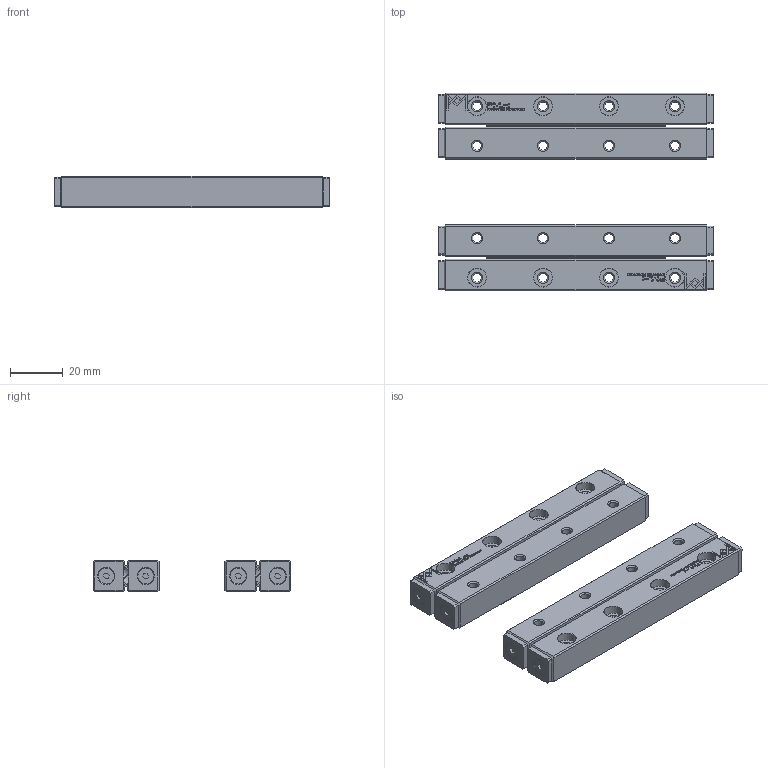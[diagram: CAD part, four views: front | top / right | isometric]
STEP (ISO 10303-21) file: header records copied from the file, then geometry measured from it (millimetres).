
FILE_DESCRIPTION(/* description */ (''),/* implementation_level */ '2;1');
FILE_NAME(/* name */ 'Set RNG-6100x10KRE_stp.stp',/* time_stamp */ '2025-04-29T08:03:16+02:00',/* author */ (''),/* organization */ (''),/* preprocessor_version */ 'ST-DEVELOPER v16.7',/* originating_system */ 'SIEMENS PLM Software NX 12.0',/* authorisation */ '');
FILE_SCHEMA (('AUTOMOTIVE_DESIGN { 1 0 10303 214 3 1 1 1 }'));
Products named in the file (1): Set RNG-6100x10KRE_stp
Bounding box: 104 x 75 x 12 mm (x, y, z)
Volume: 53204.6 mm3; surface area: 36205.5 mm2
Topology: 44 solids, 44 shells, 2236 faces, 5852 edges, 3844 vertices
Faces by surface type: plane 1348, bspline 360, cylinder 348, cone 180
Full cylindrical faces by diameter (mm): 0.8 x88, 2.26 x8, 3 x8, 3.2 x8, 3.3 x16, 3.5 x8, 4 x20, 6 x28, 7 x16
Entity records: 76107 total; most frequent: CARTESIAN_POINT 16401, ORIENTED_EDGE 10720, DIRECTION 9294, EDGE_CURVE 5360, VERTEX_POINT 3740, LINE 3676, VECTOR 3676, EDGE_LOOP 2972
